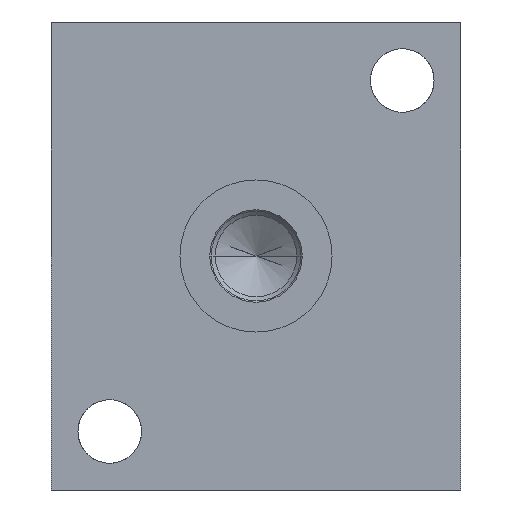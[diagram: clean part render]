
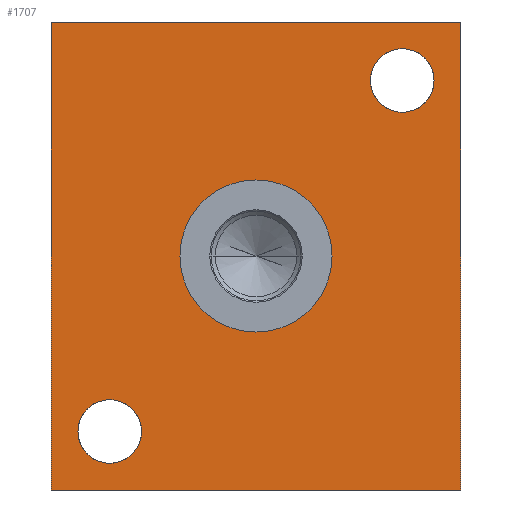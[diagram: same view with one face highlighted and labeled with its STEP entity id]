
A CAD part, left-side view. The second image highlights one B-rep face of the part: STEP entity #1707.
In plain terms, the highlighted planar face has unit normal (-1, 0, 0).
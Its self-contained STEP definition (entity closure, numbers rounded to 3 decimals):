
#386=DIRECTION('',(0.,0.,-1.));
#387=VECTOR('',#386,50.8);
#388=CARTESIAN_POINT('',(-98.425,22.225,25.4));
#389=LINE('',#388,#387);
#390=DIRECTION('',(0.,1.,0.));
#391=VECTOR('',#390,44.45);
#392=CARTESIAN_POINT('',(-98.425,-22.225,25.4));
#393=LINE('',#392,#391);
#394=DIRECTION('',(0.,0.,1.));
#395=VECTOR('',#394,50.8);
#396=CARTESIAN_POINT('',(-98.425,-22.225,-25.4));
#397=LINE('',#396,#395);
#398=DIRECTION('',(0.,-1.,0.));
#399=VECTOR('',#398,44.45);
#400=CARTESIAN_POINT('',(-98.425,22.225,-25.4));
#401=LINE('',#400,#399);
#402=CARTESIAN_POINT('',(-98.425,0.,0.));
#403=DIRECTION('',(-1.,0.,0.));
#404=DIRECTION('',(0.,1.,0.));
#405=AXIS2_PLACEMENT_3D('',#402,#403,#404);
#407=CARTESIAN_POINT('',(-98.425,0.,0.));
#408=DIRECTION('',(-1.,0.,0.));
#409=DIRECTION('',(0.,-1.,0.));
#410=AXIS2_PLACEMENT_3D('',#407,#408,#409);
#412=CARTESIAN_POINT('',(-98.425,-15.875,19.05));
#413=DIRECTION('',(-1.,0.,0.));
#414=DIRECTION('',(0.,-1.,0.));
#415=AXIS2_PLACEMENT_3D('',#412,#413,#414);
#417=CARTESIAN_POINT('',(-98.425,-15.875,19.05));
#418=DIRECTION('',(-1.,0.,0.));
#419=DIRECTION('',(0.,1.,0.));
#420=AXIS2_PLACEMENT_3D('',#417,#418,#419);
#422=CARTESIAN_POINT('',(-98.425,15.875,-19.05));
#423=DIRECTION('',(-1.,0.,0.));
#424=DIRECTION('',(0.,-1.,0.));
#425=AXIS2_PLACEMENT_3D('',#422,#423,#424);
#427=CARTESIAN_POINT('',(-98.425,15.875,-19.05));
#428=DIRECTION('',(-1.,0.,0.));
#429=DIRECTION('',(0.,1.,0.));
#430=AXIS2_PLACEMENT_3D('',#427,#428,#429);
#1228=CARTESIAN_POINT('',(-98.425,22.225,25.4));
#1229=CARTESIAN_POINT('',(-98.425,22.225,-25.4));
#1230=VERTEX_POINT('',#1228);
#1231=VERTEX_POINT('',#1229);
#1232=CARTESIAN_POINT('',(-98.425,-22.225,-25.4));
#1233=VERTEX_POINT('',#1232);
#1234=CARTESIAN_POINT('',(-98.425,-22.225,25.4));
#1235=VERTEX_POINT('',#1234);
#1338=CARTESIAN_POINT('',(-98.425,8.255,0.));
#1339=CARTESIAN_POINT('',(-98.425,-8.255,0.));
#1340=VERTEX_POINT('',#1338);
#1341=VERTEX_POINT('',#1339);
#1346=CARTESIAN_POINT('',(-98.425,-19.329,19.05));
#1347=CARTESIAN_POINT('',(-98.425,-12.421,19.05));
#1348=VERTEX_POINT('',#1346);
#1349=VERTEX_POINT('',#1347);
#1362=CARTESIAN_POINT('',(-98.425,12.421,-19.05));
#1363=CARTESIAN_POINT('',(-98.425,19.329,-19.05));
#1364=VERTEX_POINT('',#1362);
#1365=VERTEX_POINT('',#1363);
#1679=CARTESIAN_POINT('',(-98.425,0.,0.));
#1680=DIRECTION('',(-1.,0.,0.));
#1681=DIRECTION('',(0.,0.,1.));
#1682=AXIS2_PLACEMENT_3D('',#1679,#1680,#1681);
#1683=PLANE('',#1682);
#1684=ORIENTED_EDGE('',*,*,#1464,.F.);
#1685=ORIENTED_EDGE('',*,*,#1503,.F.);
#1686=ORIENTED_EDGE('',*,*,#1520,.F.);
#1688=ORIENTED_EDGE('',*,*,#1687,.F.);
#1689=EDGE_LOOP('',(#1684,#1685,#1686,#1688));
#1690=FACE_OUTER_BOUND('',#1689,.F.);
#1692=ORIENTED_EDGE('',*,*,#1691,.T.);
#1694=ORIENTED_EDGE('',*,*,#1693,.T.);
#1695=EDGE_LOOP('',(#1692,#1694));
#1696=FACE_BOUND('',#1695,.F.);
#1697=ORIENTED_EDGE('',*,*,#1596,.T.);
#1698=ORIENTED_EDGE('',*,*,#1640,.T.);
#1699=EDGE_LOOP('',(#1697,#1698));
#1700=FACE_BOUND('',#1699,.F.);
#1702=ORIENTED_EDGE('',*,*,#1701,.T.);
#1704=ORIENTED_EDGE('',*,*,#1703,.T.);
#1705=EDGE_LOOP('',(#1702,#1704));
#1706=FACE_BOUND('',#1705,.F.);
#1707=ADVANCED_FACE('',(#1690,#1696,#1700,#1706),#1683,.T.);
#406=CIRCLE('',#405,8.255);
#411=CIRCLE('',#410,8.255);
#416=CIRCLE('',#415,3.454);
#421=CIRCLE('',#420,3.454);
#426=CIRCLE('',#425,3.454);
#431=CIRCLE('',#430,3.454);
#1464=EDGE_CURVE('',#1230,#1231,#389,.T.);
#1503=EDGE_CURVE('',#1235,#1230,#393,.T.);
#1520=EDGE_CURVE('',#1233,#1235,#397,.T.);
#1596=EDGE_CURVE('',#1348,#1349,#416,.T.);
#1640=EDGE_CURVE('',#1349,#1348,#421,.T.);
#1687=EDGE_CURVE('',#1231,#1233,#401,.T.);
#1691=EDGE_CURVE('',#1340,#1341,#406,.T.);
#1693=EDGE_CURVE('',#1341,#1340,#411,.T.);
#1701=EDGE_CURVE('',#1364,#1365,#426,.T.);
#1703=EDGE_CURVE('',#1365,#1364,#431,.T.);
